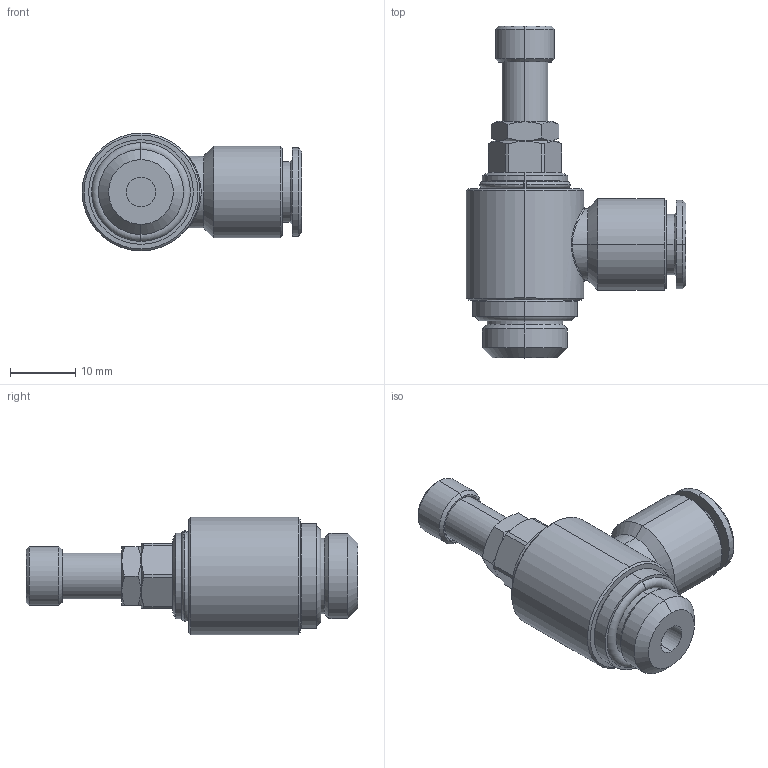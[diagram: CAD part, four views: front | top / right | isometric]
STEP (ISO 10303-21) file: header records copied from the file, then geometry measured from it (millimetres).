
FILE_DESCRIPTION (( 'STEP AP203' ), '1' );
FILE_NAME ('04280B42.STEP', '2010-05-04T11:47:10', ( '' ), ( 'sopra-pneumatic' ), 'SwSTEP 2.0', 'SolidWorks 2009', '' );
FILE_SCHEMA (( 'CONFIG_CONTROL_DESIGN' ));
Length unit declared in the file: millimetre
Products named in the file (1): 04280B42
Bounding box: 33.6 x 50.75 x 18 mm (x, y, z)
Volume: 8424.7 mm3; surface area: 4253.7 mm2
Topology: 2 solids, 4 shells, 119 faces, 247 edges, 150 vertices
Faces by surface type: cylinder 41, plane 38, cone 34, torus 4, bspline 2
Entity records: 4382 total; most frequent: CARTESIAN_POINT 1760, DIRECTION 565, ORIENTED_EDGE 494, EDGE_CURVE 247, AXIS2_PLACEMENT_3D 237, VERTEX_POINT 150, EDGE_LOOP 133, ADVANCED_FACE 119
